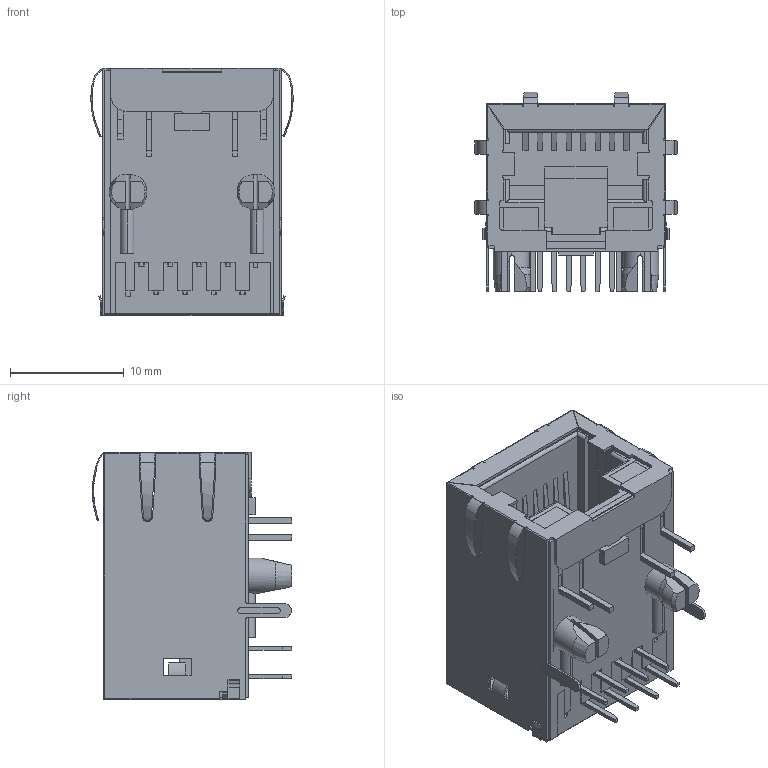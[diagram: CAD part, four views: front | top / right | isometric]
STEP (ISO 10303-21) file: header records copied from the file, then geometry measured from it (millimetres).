
FILE_DESCRIPTION (( 'STEP AP214' ), '1' );
FILE_NAME ('RB1-125BAG1A.STEP', '2021-11-19T11:21:49', ( '' ), ( '' ), 'SwSTEP 2.0', 'SolidWorks 2018', '' );
FILE_SCHEMA (( 'AUTOMOTIVE_DESIGN' ));
Length unit declared in the file: millimetre
Products named in the file (1): RB1-125BAG1A
Bounding box: 17.83 x 17.54 x 21.78 mm (x, y, z)
Volume: 1176.9 mm3; surface area: 4854.6 mm2
Topology: 3 solids, 3 shells, 668 faces, 1953 edges, 1271 vertices
Faces by surface type: plane 502, cylinder 126, bspline 28, cone 6, sphere 4, torus 2
Entity records: 26299 total; most frequent: CARTESIAN_POINT 5393, ORIENTED_EDGE 3898, DIRECTION 3197, EDGE_CURVE 1949, VECTOR 1503, LINE 1503, VERTEX_POINT 1271, AXIS2_PLACEMENT_3D 847
